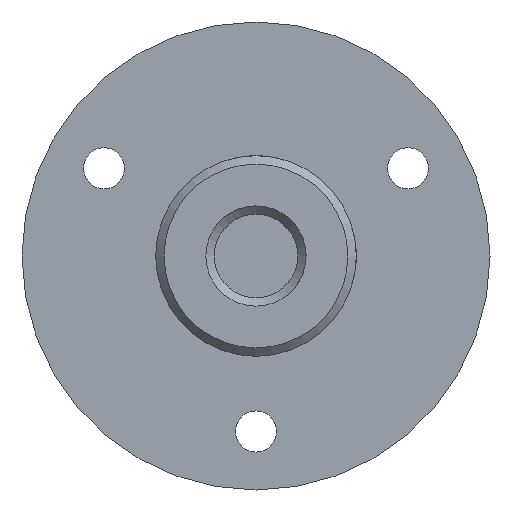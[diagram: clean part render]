
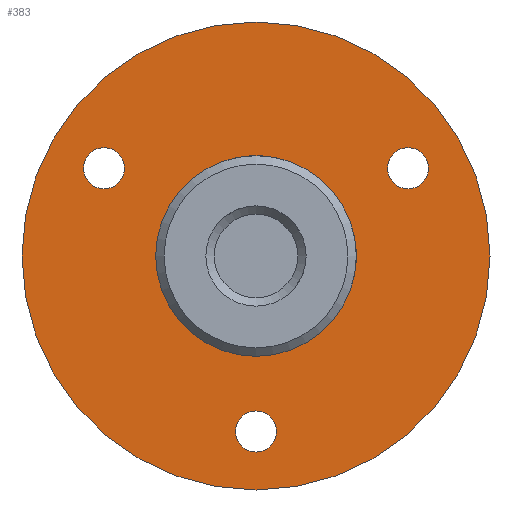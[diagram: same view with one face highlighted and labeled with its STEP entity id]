
A CAD part, left-side view. The second image highlights one B-rep face of the part: STEP entity #383.
In plain terms, the highlighted planar face has unit normal (-1, 0, 0).
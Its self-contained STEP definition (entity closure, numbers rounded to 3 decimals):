
#45=FACE_BOUND('',#110,.T.);
#46=FACE_BOUND('',#111,.T.);
#47=FACE_BOUND('',#112,.T.);
#48=FACE_BOUND('',#113,.T.);
#54=PLANE('',#454);
#76=FACE_OUTER_BOUND('',#109,.T.);
#109=EDGE_LOOP('',(#352));
#110=EDGE_LOOP('',(#353));
#111=EDGE_LOOP('',(#354));
#112=EDGE_LOOP('',(#355));
#113=EDGE_LOOP('',(#356));
#154=CIRCLE('',#420,6.);
#165=CIRCLE('',#443,1.23);
#167=CIRCLE('',#446,1.23);
#169=CIRCLE('',#449,1.23);
#171=CIRCLE('',#452,14.);
#180=VERTEX_POINT('',#594);
#200=VERTEX_POINT('',#792);
#202=VERTEX_POINT('',#798);
#204=VERTEX_POINT('',#804);
#206=VERTEX_POINT('',#810);
#219=EDGE_CURVE('',#180,#180,#154,.T.);
#247=EDGE_CURVE('',#200,#200,#165,.T.);
#250=EDGE_CURVE('',#202,#202,#167,.T.);
#253=EDGE_CURVE('',#204,#204,#169,.T.);
#256=EDGE_CURVE('',#206,#206,#171,.T.);
#352=ORIENTED_EDGE('',*,*,#256,.F.);
#353=ORIENTED_EDGE('',*,*,#219,.T.);
#354=ORIENTED_EDGE('',*,*,#247,.T.);
#355=ORIENTED_EDGE('',*,*,#250,.T.);
#356=ORIENTED_EDGE('',*,*,#253,.T.);
#383=ADVANCED_FACE('',(#76,#45,#46,#47,#48),#54,.F.);
#420=AXIS2_PLACEMENT_3D('',#596,#487,#488);
#443=AXIS2_PLACEMENT_3D('',#794,#542,#543);
#446=AXIS2_PLACEMENT_3D('',#800,#549,#550);
#449=AXIS2_PLACEMENT_3D('',#806,#556,#557);
#452=AXIS2_PLACEMENT_3D('',#812,#563,#564);
#454=AXIS2_PLACEMENT_3D('',#814,#567,#568);
#487=DIRECTION('center_axis',(1.,0.,0.));
#488=DIRECTION('ref_axis',(0.,0.,1.));
#542=DIRECTION('center_axis',(1.,0.,0.));
#543=DIRECTION('ref_axis',(0.,0.,-1.));
#549=DIRECTION('center_axis',(1.,0.,0.));
#550=DIRECTION('ref_axis',(0.,0.,-1.));
#556=DIRECTION('center_axis',(1.,0.,0.));
#557=DIRECTION('ref_axis',(0.,0.,-1.));
#563=DIRECTION('center_axis',(1.,0.,0.));
#564=DIRECTION('ref_axis',(0.,1.,0.));
#567=DIRECTION('center_axis',(1.,0.,0.));
#568=DIRECTION('ref_axis',(0.,0.,-1.));
#594=CARTESIAN_POINT('',(0.,0.,-6.));
#596=CARTESIAN_POINT('Origin',(0.,0.,0.));
#792=CARTESIAN_POINT('',(0.,0.,-9.271));
#794=CARTESIAN_POINT('Origin',(0.,0.,-10.5));
#798=CARTESIAN_POINT('',(0.,9.093,6.48));
#800=CARTESIAN_POINT('Origin',(0.,9.093,5.25));
#804=CARTESIAN_POINT('',(0.,-9.093,6.479));
#806=CARTESIAN_POINT('Origin',(0.,-9.093,5.25));
#810=CARTESIAN_POINT('',(0.,-14.,0.));
#812=CARTESIAN_POINT('Origin',(0.,0.,0.));
#814=CARTESIAN_POINT('Origin',(0.,0.,0.));
